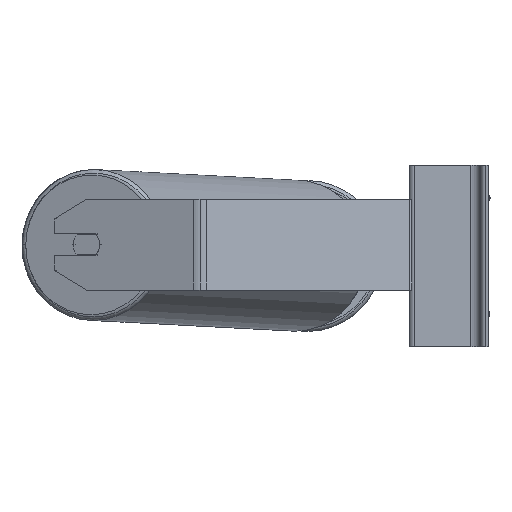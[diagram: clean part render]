
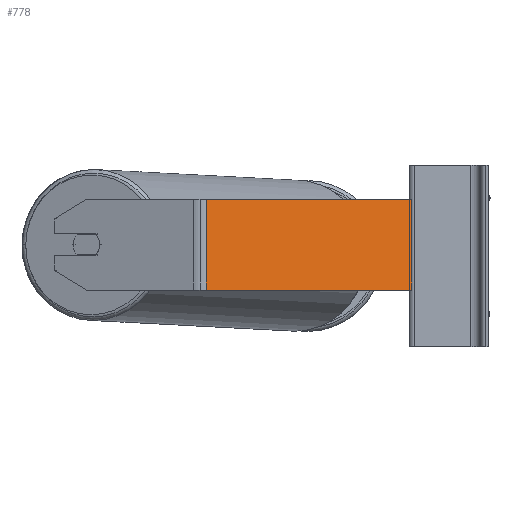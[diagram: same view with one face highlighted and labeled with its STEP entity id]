
A CAD part, left-side view. The second image highlights one B-rep face of the part: STEP entity #778.
In plain terms, the highlighted planar face has unit normal (-0.94, -0.342, 0).
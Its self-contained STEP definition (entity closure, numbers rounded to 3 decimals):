
#778 = ADVANCED_FACE ( 'NONE', ( #6445 ), #9595, .F. ) ;
#827 = CARTESIAN_POINT ( 'NONE',  ( -853.315, 189.725, 50. ) ) ;
#844 = ORIENTED_EDGE ( 'NONE', *, *, #6986, .F. ) ;
#1364 = VERTEX_POINT ( 'NONE', #6906 ) ;
#1458 = VECTOR ( 'NONE', #2369, 1000. ) ;
#1493 = ORIENTED_EDGE ( 'NONE', *, *, #6020, .T. ) ;
#1798 = VECTOR ( 'NONE', #5589, 1000. ) ;
#2298 = CARTESIAN_POINT ( 'NONE',  ( -855.307, 195.197, 50. ) ) ;
#2369 = DIRECTION ( 'NONE',  ( 0., 0., -1. ) ) ;
#2548 = LINE ( 'NONE', #6627, #6591 ) ;
#2693 = ORIENTED_EDGE ( 'NONE', *, *, #7658, .T. ) ;
#3093 = AXIS2_PLACEMENT_3D ( 'NONE', #4602, #7870, #9759 ) ;
#4121 = CARTESIAN_POINT ( 'NONE',  ( -787.518, 8.948, -30. ) ) ;
#4602 = CARTESIAN_POINT ( 'NONE',  ( -855.307, 195.197, 50. ) ) ;
#5384 = LINE ( 'NONE', #8774, #1798 ) ;
#5434 = CARTESIAN_POINT ( 'NONE',  ( -787.518, 8.948, 50. ) ) ;
#5572 = DIRECTION ( 'NONE',  ( 0.342, -0.94, 0. ) ) ;
#5589 = DIRECTION ( 'NONE',  ( 0.342, -0.94, 0. ) ) ;
#5825 = EDGE_LOOP ( 'NONE', ( #1493, #844, #9962, #2693 ) ) ;
#6020 = EDGE_CURVE ( 'NONE', #1364, #7407, #5384, .T. ) ;
#6272 = VERTEX_POINT ( 'NONE', #8868 ) ;
#6327 = EDGE_CURVE ( 'NONE', #9994, #6272, #9675, .T. ) ;
#6412 = VECTOR ( 'NONE', #5572, 1000. ) ;
#6445 = FACE_OUTER_BOUND ( 'NONE', #5825, .T. ) ;
#6591 = VECTOR ( 'NONE', #9968, 1000. ) ;
#6627 = CARTESIAN_POINT ( 'NONE',  ( -853.315, 189.725, 50. ) ) ;
#6906 = CARTESIAN_POINT ( 'NONE',  ( -853.315, 189.725, -30. ) ) ;
#6986 = EDGE_CURVE ( 'NONE', #6272, #7407, #10389, .T. ) ;
#7407 = VERTEX_POINT ( 'NONE', #4121 ) ;
#7658 = EDGE_CURVE ( 'NONE', #9994, #1364, #2548, .T. ) ;
#7870 = DIRECTION ( 'NONE',  ( 0.94, 0.342, 0. ) ) ;
#8774 = CARTESIAN_POINT ( 'NONE',  ( -855.307, 195.197, -30. ) ) ;
#8868 = CARTESIAN_POINT ( 'NONE',  ( -787.518, 8.948, 50. ) ) ;
#9595 = PLANE ( 'NONE',  #3093 ) ;
#9675 = LINE ( 'NONE', #2298, #6412 ) ;
#9759 = DIRECTION ( 'NONE',  ( -0.342, 0.94, 0. ) ) ;
#9962 = ORIENTED_EDGE ( 'NONE', *, *, #6327, .F. ) ;
#9968 = DIRECTION ( 'NONE',  ( 0., 0., -1. ) ) ;
#9994 = VERTEX_POINT ( 'NONE', #827 ) ;
#10389 = LINE ( 'NONE', #5434, #1458 ) ;
